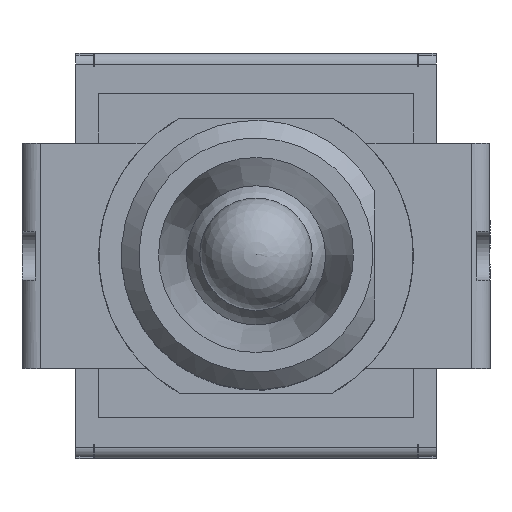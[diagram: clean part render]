
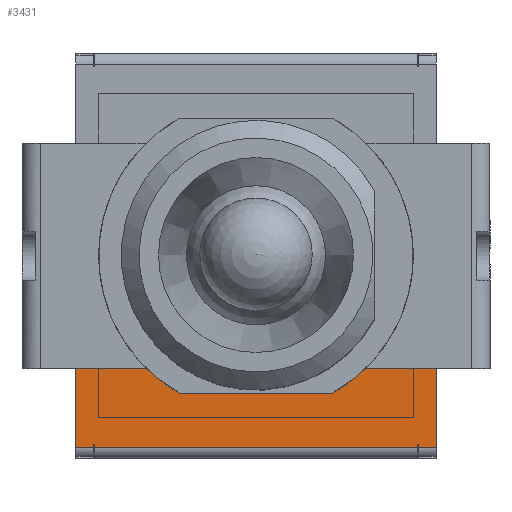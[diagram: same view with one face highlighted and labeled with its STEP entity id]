
A CAD part, top view. The second image highlights one B-rep face of the part: STEP entity #3431.
In plain terms, the highlighted planar face has unit normal (0, 0, 1).
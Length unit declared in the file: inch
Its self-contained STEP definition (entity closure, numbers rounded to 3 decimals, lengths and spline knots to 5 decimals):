
#234=CARTESIAN_POINT('',(-0.16004,-0.17008,0.29252));
#235=VERTEX_POINT('',#234);
#243=CARTESIAN_POINT('',(-0.16004,-0.1,0.29252));
#244=VERTEX_POINT('',#243);
#245=CARTESIAN_POINT('',(-0.16004,-0.17008,0.29252));
#246=DIRECTION('',(0.0,1.0,0.0));
#247=VECTOR('',#246,0.07008);
#248=LINE('',#245,#247);
#249=EDGE_CURVE('',#235,#244,#248,.T.);
#412=CARTESIAN_POINT('',(0.16004,-0.1,0.29252));
#413=VERTEX_POINT('',#412);
#420=CARTESIAN_POINT('',(0.16004,-0.17008,0.29252));
#421=VERTEX_POINT('',#420);
#422=CARTESIAN_POINT('',(0.16004,-0.1,0.29252));
#423=DIRECTION('',(0.0,-1.0,0.0));
#424=VECTOR('',#423,0.07008);
#425=LINE('',#422,#424);
#426=EDGE_CURVE('',#413,#421,#425,.T.);
#2657=CARTESIAN_POINT('',(0.16004,-0.17008,0.29252));
#2658=DIRECTION('',(-1.0,0.0,0.0));
#2659=VECTOR('',#2658,0.32008);
#2660=LINE('',#2657,#2659);
#2661=EDGE_CURVE('',#421,#235,#2660,.T.);
#3415=CARTESIAN_POINT('',(-0.17604,-0.17358,0.29252));
#3416=DIRECTION('',(0.0,0.0,1.0));
#3417=DIRECTION('',(1.0,0.0,0.0));
#3418=AXIS2_PLACEMENT_3D('',#3415,#3416,#3417);
#3419=PLANE('',#3418);
#3420=CARTESIAN_POINT('',(0.16004,-0.1,0.29252));
#3421=DIRECTION('',(-1.0,0.0,0.0));
#3422=VECTOR('',#3421,0.32008);
#3423=LINE('',#3420,#3422);
#3424=EDGE_CURVE('',#413,#244,#3423,.T.);
#3425=ORIENTED_EDGE('',*,*,#3424,.T.);
#3426=ORIENTED_EDGE('',*,*,#249,.F.);
#3427=ORIENTED_EDGE('',*,*,#2661,.F.);
#3428=ORIENTED_EDGE('',*,*,#426,.F.);
#3429=EDGE_LOOP('',(#3425,#3426,#3427,#3428));
#3430=FACE_OUTER_BOUND('',#3429,.T.);
#3431=ADVANCED_FACE('',(#3430),#3419,.T.);
